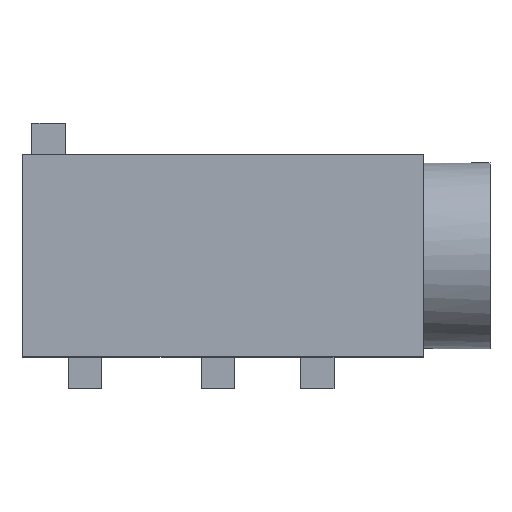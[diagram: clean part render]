
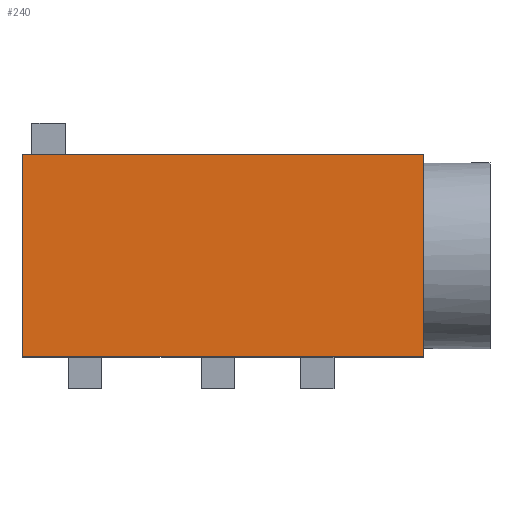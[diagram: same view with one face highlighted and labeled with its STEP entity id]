
A CAD part, top view. The second image highlights one B-rep face of the part: STEP entity #240.
In plain terms, the highlighted planar face has unit normal (0, 0, 1).
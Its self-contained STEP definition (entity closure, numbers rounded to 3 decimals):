
#240=ADVANCED_FACE('',(#309),#276,.T.);
#276=PLANE('',#862);
#309=FACE_OUTER_BOUND('',#343,.T.);
#343=EDGE_LOOP('',(#427,#428,#429,#430,#431,#432));
#427=ORIENTED_EDGE('',*,*,#630,.T.);
#428=ORIENTED_EDGE('',*,*,#628,.T.);
#429=ORIENTED_EDGE('',*,*,#643,.T.);
#430=ORIENTED_EDGE('',*,*,#635,.T.);
#431=ORIENTED_EDGE('',*,*,#638,.T.);
#432=ORIENTED_EDGE('',*,*,#642,.T.);
#572=VERTEX_POINT('',#1111);
#573=VERTEX_POINT('',#1113);
#574=VERTEX_POINT('',#1117);
#575=VERTEX_POINT('',#1124);
#576=VERTEX_POINT('',#1125);
#577=VERTEX_POINT('',#1130);
#628=EDGE_CURVE('',#573,#572,#714,.T.);
#630=EDGE_CURVE('',#574,#573,#716,.T.);
#635=EDGE_CURVE('',#575,#576,#721,.T.);
#638=EDGE_CURVE('',#576,#577,#723,.T.);
#642=EDGE_CURVE('',#577,#574,#726,.T.);
#643=EDGE_CURVE('',#572,#575,#727,.T.);
#714=LINE('',#1112,#794);
#716=LINE('',#1116,#796);
#721=LINE('',#1123,#801);
#723=LINE('',#1129,#803);
#726=LINE('',#1136,#806);
#727=LINE('',#1138,#807);
#794=VECTOR('',#924,1.);
#796=VECTOR('',#928,1.);
#801=VECTOR('',#935,1.);
#803=VECTOR('',#941,1.);
#806=VECTOR('',#948,1.);
#807=VECTOR('',#951,1.);
#862=AXIS2_PLACEMENT_3D('',#1139,#952,#953);
#924=DIRECTION('',(0.,1.,0.));
#928=DIRECTION('',(1.,0.,0.));
#935=DIRECTION('',(0.,1.,0.));
#941=DIRECTION('',(-1.,0.,0.));
#948=DIRECTION('',(0.,-1.,0.));
#951=DIRECTION('',(0.,1.,0.));
#952=DIRECTION('',(0.,0.,1.));
#953=DIRECTION('',(1.,0.,0.));
#1111=CARTESIAN_POINT('',(6.05,-1.261,5.));
#1112=CARTESIAN_POINT('',(6.05,-3.05,5.));
#1113=CARTESIAN_POINT('',(6.05,-3.05,5.));
#1116=CARTESIAN_POINT('',(-6.05,-3.05,5.));
#1117=CARTESIAN_POINT('',(-6.05,-3.05,5.));
#1123=CARTESIAN_POINT('',(6.05,-3.05,5.));
#1124=CARTESIAN_POINT('',(6.05,1.261,5.));
#1125=CARTESIAN_POINT('',(6.05,3.05,5.));
#1129=CARTESIAN_POINT('',(6.05,3.05,5.));
#1130=CARTESIAN_POINT('',(-6.05,3.05,5.));
#1136=CARTESIAN_POINT('',(-6.05,3.05,5.));
#1138=CARTESIAN_POINT('',(6.05,-3.05,5.));
#1139=CARTESIAN_POINT('',(0.,0.,5.));
